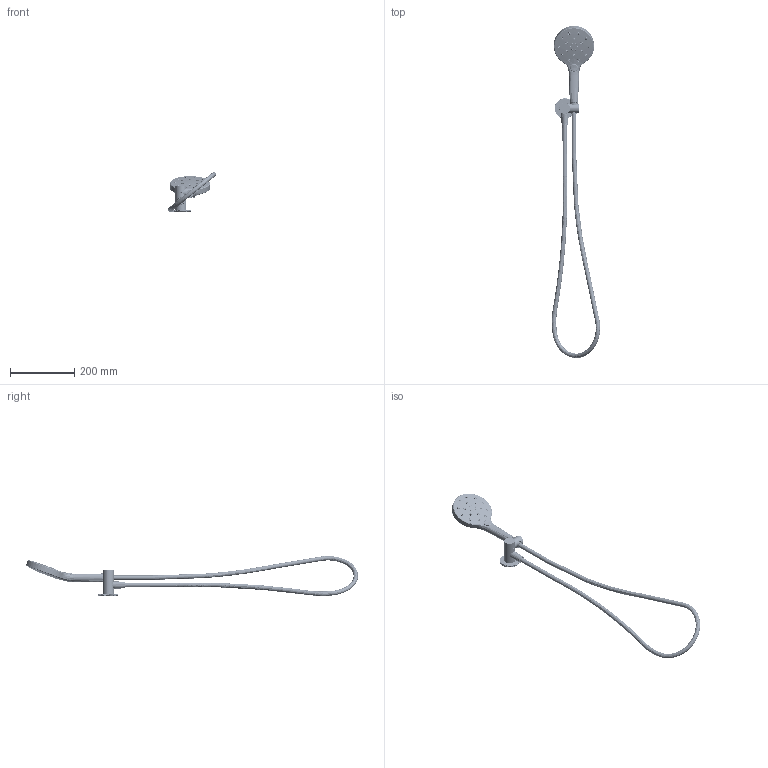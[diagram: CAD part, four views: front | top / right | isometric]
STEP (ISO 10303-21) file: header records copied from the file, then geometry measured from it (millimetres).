
FILE_DESCRIPTION (( 'STEP AP203' ), '1' );
FILE_NAME ('412-6630 MarQ Edit Hand Shower.STEP', '2024-10-16T22:57:19', ( '' ), ( '' ), 'SwSTEP 2.0', 'SolidWorks 2021', '' );
FILE_SCHEMA (( 'CONFIG_CONTROL_DESIGN' ));
Products named in the file (1): 412-6630 MarQ Edit Hand Shower
Bounding box: 150.43 x 1034.32 x 124.28 mm (x, y, z)
Volume: 487983.1 mm3; surface area: 240263.2 mm2
Topology: 16 solids, 16 shells, 8549 faces, 20294 edges, 11985 vertices
Faces by surface type: plane 2719, cone 2123, bspline 1810, cylinder 1251, sphere 346, torus 300
Entity records: 480850 total; most frequent: CARTESIAN_POINT 306642, ORIENTED_EDGE 40498, DIRECTION 30392, EDGE_CURVE 20249, AXIS2_PLACEMENT_3D 13053, VERTEX_POINT 11963, B_SPLINE_CURVE_WITH_KNOTS 9466, EDGE_LOOP 8920
